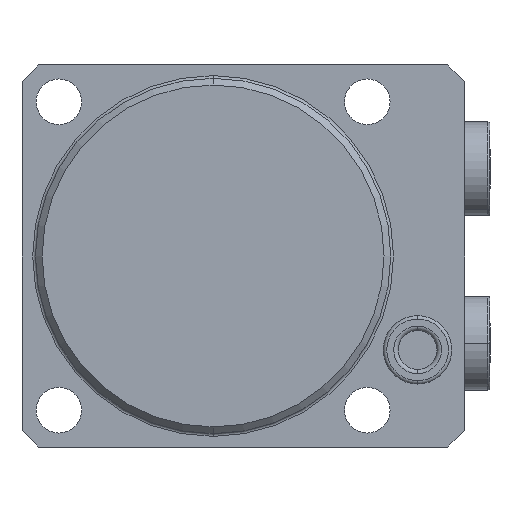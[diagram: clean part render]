
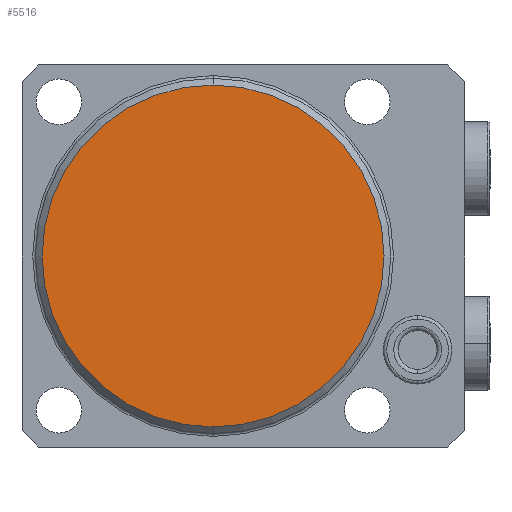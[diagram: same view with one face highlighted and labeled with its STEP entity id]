
A CAD part, front view. The second image highlights one B-rep face of the part: STEP entity #5516.
In plain terms, the highlighted planar face has unit normal (0, -1, 0).
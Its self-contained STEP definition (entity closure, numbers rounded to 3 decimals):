
#59 = AXIS2_PLACEMENT_3D ( 'NONE', #1462, #1457, #1456 ) ;
#184 = AXIS2_PLACEMENT_3D ( 'NONE', #3380, #3375, #3374 ) ;
#211 = AXIS2_PLACEMENT_3D ( 'NONE', #6817, #6816, #6815 ) ;
#885 = ORIENTED_EDGE ( 'NONE', *, *, #5193, .T. ) ;
#886 = ORIENTED_EDGE ( 'NONE', *, *, #5316, .T. ) ;
#1029 = VERTEX_POINT ( 'NONE', #4064 ) ;
#1032 = VERTEX_POINT ( 'NONE', #4055 ) ;
#1456 = DIRECTION ( 'NONE',  ( 0., 0., 1. ) ) ;
#1457 = DIRECTION ( 'NONE',  ( 0., 1., 0. ) ) ;
#1460 = PLANE ( 'NONE',  #59 ) ;
#1462 = CARTESIAN_POINT ( 'NONE',  ( 0., -55.5, 0. ) ) ;
#2159 = FACE_OUTER_BOUND ( 'NONE', #2848, .T. ) ;
#2848 = EDGE_LOOP ( 'NONE', ( #886, #885 ) ) ;
#3374 = DIRECTION ( 'NONE',  ( 0., 0., 1. ) ) ;
#3375 = DIRECTION ( 'NONE',  ( 0., -1., 0. ) ) ;
#3380 = CARTESIAN_POINT ( 'NONE',  ( 0., -55.5, 0. ) ) ;
#4055 = CARTESIAN_POINT ( 'NONE',  ( 0., -55.5, -25.5 ) ) ;
#4064 = CARTESIAN_POINT ( 'NONE',  ( 0., -55.5, 25.5 ) ) ;
#5193 = EDGE_CURVE ( 'NONE', #1032, #1029, #6119, .T. ) ;
#5316 = EDGE_CURVE ( 'NONE', #1029, #1032, #5968, .T. ) ;
#5516 = ADVANCED_FACE ( 'NONE', ( #2159 ), #1460, .F. ) ;
#5968 = CIRCLE ( 'NONE', #184, 25.5 ) ;
#6119 = CIRCLE ( 'NONE', #211, 25.5 ) ;
#6815 = DIRECTION ( 'NONE',  ( 0., 0., 1. ) ) ;
#6816 = DIRECTION ( 'NONE',  ( 0., -1., 0. ) ) ;
#6817 = CARTESIAN_POINT ( 'NONE',  ( 0., -55.5, 0. ) ) ;
